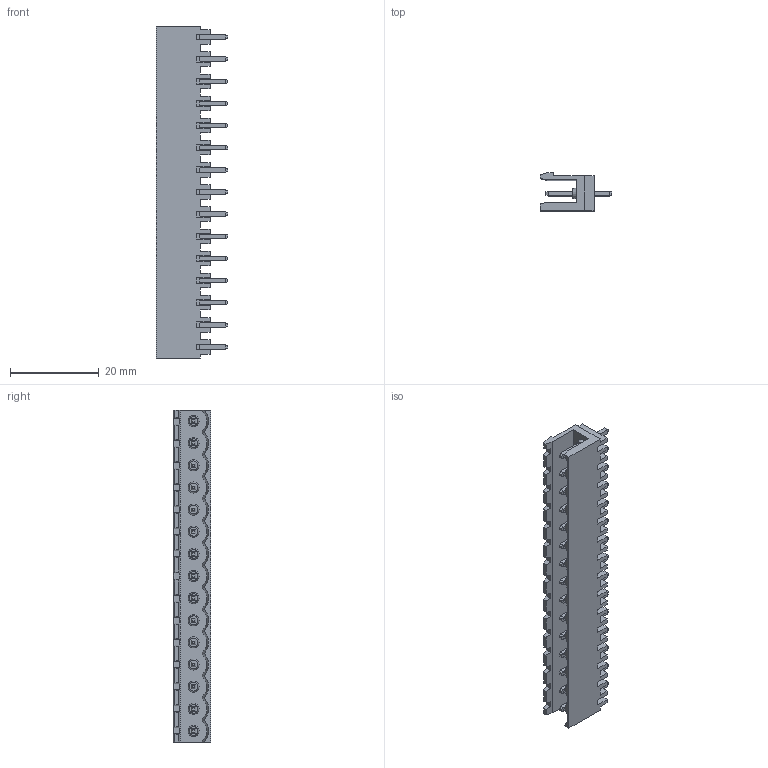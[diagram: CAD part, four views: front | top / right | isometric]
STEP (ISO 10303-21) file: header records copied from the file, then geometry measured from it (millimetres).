
FILE_DESCRIPTION(('STEP AP214'),'1');
FILE_NAME('PV15-5-V.stp','2021-03-31T15:22:37',(' '),(' '),'Spatial InterOp 3D',' ',' ');
FILE_SCHEMA(('automotive_design'));
Length unit declared in the file: metre
Products named in the file (1): 1
Bounding box: 16.2 x 8.5 x 75 mm (x, y, z)
Volume: 3234.1 mm3; surface area: 6140.9 mm2
Topology: 1 solids, 1 shells, 774 faces, 1962 edges, 1253 vertices
Faces by surface type: plane 724, cone 30, cylinder 19, extrusion 1
Entity records: 28689 total; most frequent: CARTESIAN_POINT 4053, ORIENTED_EDGE 3864, DIRECTION 3532, EDGE_CURVE 1932, VECTOR 1818, LINE 1817, VERTEX_POINT 1238, AXIS2_PLACEMENT_3D 857
